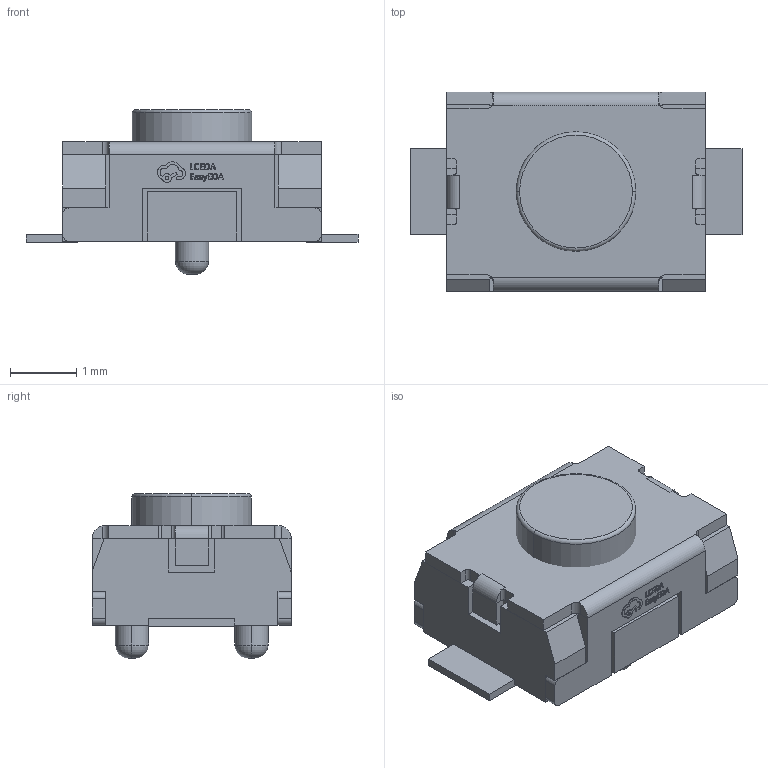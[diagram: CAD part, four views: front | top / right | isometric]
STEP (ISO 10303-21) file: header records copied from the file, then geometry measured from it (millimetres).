
FILE_DESCRIPTION (( 'STEP AP214' ), '1' );
FILE_NAME ('KEY-SMD_L3.9-W3.0-LS5.0-EH.STEP', '2023-10-21T14:11:34', ( '' ), ( '' ), 'SwSTEP 2.0', 'SolidWorks 2020', '' );
FILE_SCHEMA (( 'AUTOMOTIVE_DESIGN' ));
Length unit declared in the file: millimetre
Products named in the file (1): KEY-SMD_L3.9-W3.0-LS5.0-EH
Bounding box: 5 x 3.01 x 2.48 mm (x, y, z)
Volume: 18.7 mm3; surface area: 84.2 mm2
Topology: 2 solids, 2 shells, 385 faces, 1047 edges, 688 vertices
Faces by surface type: plane 247, bspline 98, cylinder 34, torus 6
Entity records: 16823 total; most frequent: CARTESIAN_POINT 3427, ORIENTED_EDGE 2094, DIRECTION 1511, EDGE_CURVE 1047, LINE 759, VECTOR 759, VERTEX_POINT 688, EDGE_LOOP 409
